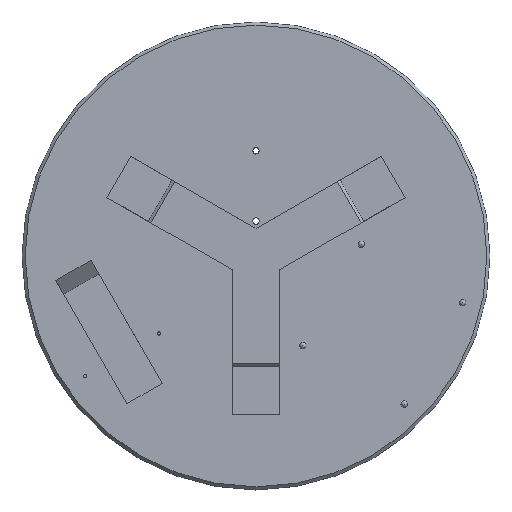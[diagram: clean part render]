
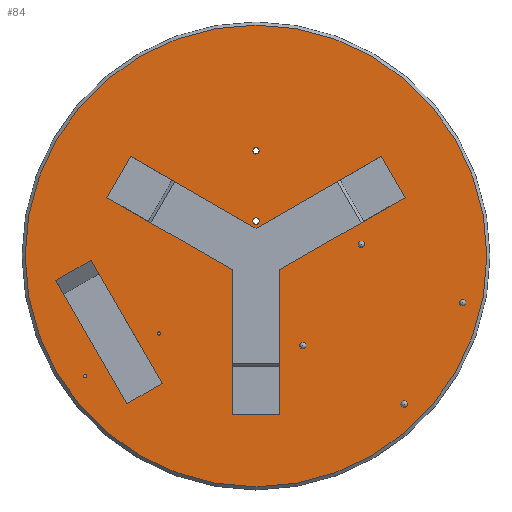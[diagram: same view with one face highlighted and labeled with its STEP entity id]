
A CAD part, top view. The second image highlights one B-rep face of the part: STEP entity #84.
In plain terms, the highlighted planar face has unit normal (0, 0, 1).
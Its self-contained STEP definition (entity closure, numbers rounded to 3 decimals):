
#84=ADVANCED_FACE('',(#642,#644,#646,#648,#650,#652,#654,#656,#658,#660,#662),#664,
.T.);
#642=FACE_BOUND('',#643,.T.);
#643=EDGE_LOOP('',(#1104));
#644=FACE_BOUND('',#645,.T.);
#645=EDGE_LOOP('',(#1105));
#646=FACE_BOUND('',#647,.T.);
#647=EDGE_LOOP('',(#1106));
#648=FACE_BOUND('',#649,.T.);
#649=EDGE_LOOP('',(#1107));
#650=FACE_BOUND('',#651,.T.);
#651=EDGE_LOOP('',(#1108));
#652=FACE_BOUND('',#653,.T.);
#653=EDGE_LOOP('',(#1109,#1110,#1111,#1112,#1113,#1114,#1115,#1116,#1117));
#654=FACE_BOUND('',#655,.T.);
#655=EDGE_LOOP('',(#1118,#1119,#1120,#1121));
#656=FACE_BOUND('',#657,.T.);
#657=EDGE_LOOP('',(#1122));
#658=FACE_BOUND('',#659,.T.);
#659=EDGE_LOOP('',(#1123));
#660=FACE_BOUND('',#661,.T.);
#661=EDGE_LOOP('',(#1124));
#662=FACE_BOUND('',#663,.T.);
#663=EDGE_LOOP('',(#1125));
#664=PLANE('',#665);
#665=AXIS2_PLACEMENT_3D('',#666,#667,#668);
#666=CARTESIAN_POINT('',(0.,0.,7.));
#667=DIRECTION('',(0.,0.,1.));
#668=DIRECTION('',(-1.,0.,0.));
#1104=ORIENTED_EDGE('',*,*,#1362,.T.);
#1105=ORIENTED_EDGE('',*,*,#1363,.T.);
#1106=ORIENTED_EDGE('',*,*,#1364,.T.);
#1107=ORIENTED_EDGE('',*,*,#1365,.T.);
#1108=ORIENTED_EDGE('',*,*,#1366,.T.);
#1109=ORIENTED_EDGE('',*,*,#1367,.T.);
#1110=ORIENTED_EDGE('',*,*,#1368,.T.);
#1111=ORIENTED_EDGE('',*,*,#1369,.T.);
#1112=ORIENTED_EDGE('',*,*,#1370,.T.);
#1113=ORIENTED_EDGE('',*,*,#1371,.T.);
#1114=ORIENTED_EDGE('',*,*,#1372,.T.);
#1115=ORIENTED_EDGE('',*,*,#1373,.T.);
#1116=ORIENTED_EDGE('',*,*,#1374,.T.);
#1117=ORIENTED_EDGE('',*,*,#1375,.T.);
#1118=ORIENTED_EDGE('',*,*,#1376,.T.);
#1119=ORIENTED_EDGE('',*,*,#1377,.T.);
#1120=ORIENTED_EDGE('',*,*,#1378,.T.);
#1121=ORIENTED_EDGE('',*,*,#1379,.T.);
#1122=ORIENTED_EDGE('',*,*,#1355,.F.);
#1123=ORIENTED_EDGE('',*,*,#1357,.F.);
#1124=ORIENTED_EDGE('',*,*,#1359,.F.);
#1125=ORIENTED_EDGE('',*,*,#1361,.F.);
#1355=EDGE_CURVE('',#1485,#1485,#1486,.T.);
#1357=EDGE_CURVE('',#1489,#1489,#1490,.T.);
#1359=EDGE_CURVE('',#1493,#1493,#1494,.T.);
#1361=EDGE_CURVE('',#1497,#1497,#1498,.T.);
#1362=EDGE_CURVE('',#1499,#1499,#1500,.T.);
#1363=EDGE_CURVE('',#1501,#1501,#1502,.F.);
#1364=EDGE_CURVE('',#1503,#1503,#1504,.F.);
#1365=EDGE_CURVE('',#1505,#1505,#1506,.T.);
#1366=EDGE_CURVE('',#1507,#1507,#1508,.T.);
#1367=EDGE_CURVE('',#1509,#1510,#1511,.F.);
#1368=EDGE_CURVE('',#1510,#1512,#1513,.F.);
#1369=EDGE_CURVE('',#1512,#1514,#1515,.F.);
#1370=EDGE_CURVE('',#1514,#1516,#1517,.F.);
#1371=EDGE_CURVE('',#1516,#1518,#1519,.F.);
#1372=EDGE_CURVE('',#1518,#1520,#1521,.F.);
#1373=EDGE_CURVE('',#1520,#1522,#1523,.F.);
#1374=EDGE_CURVE('',#1522,#1524,#1525,.F.);
#1375=EDGE_CURVE('',#1524,#1509,#1526,.F.);
#1376=EDGE_CURVE('',#1527,#1528,#1529,.F.);
#1377=EDGE_CURVE('',#1528,#1530,#1531,.F.);
#1378=EDGE_CURVE('',#1530,#1532,#1533,.F.);
#1379=EDGE_CURVE('',#1532,#1527,#1534,.F.);
#1485=VERTEX_POINT('',#1710);
#1486=CIRCLE('',#1711,1.);
#1489=VERTEX_POINT('',#1720);
#1490=CIRCLE('',#1721,1.);
#1493=VERTEX_POINT('',#1730);
#1494=CIRCLE('',#1731,1.);
#1497=VERTEX_POINT('',#1740);
#1498=CIRCLE('',#1741,1.);
#1499=VERTEX_POINT('',#1745);
#1500=CIRCLE('',#1746,73.);
#1501=VERTEX_POINT('',#1750);
#1502=CIRCLE('',#1751,0.5);
#1503=VERTEX_POINT('',#1755);
#1504=CIRCLE('',#1756,0.5);
#1505=VERTEX_POINT('',#1760);
#1506=CIRCLE('',#1761,1.);
#1507=VERTEX_POINT('',#1765);
#1508=CIRCLE('',#1766,1.);
#1509=VERTEX_POINT('',#1770);
#1510=VERTEX_POINT('',#1771);
#1511=LINE('',#1772,#1773);
#1512=VERTEX_POINT('',#1775);
#1513=LINE('',#1776,#1777);
#1514=VERTEX_POINT('',#1779);
#1515=LINE('',#1780,#1781);
#1516=VERTEX_POINT('',#1783);
#1517=LINE('',#1784,#1785);
#1518=VERTEX_POINT('',#1787);
#1519=LINE('',#1788,#1789);
#1520=VERTEX_POINT('',#1791);
#1521=LINE('',#1792,#1793);
#1522=VERTEX_POINT('',#1795);
#1523=LINE('',#1796,#1797);
#1524=VERTEX_POINT('',#1799);
#1525=LINE('',#1800,#1801);
#1526=LINE('',#1803,#1804);
#1527=VERTEX_POINT('',#1806);
#1528=VERTEX_POINT('',#1807);
#1529=LINE('',#1808,#1809);
#1530=VERTEX_POINT('',#1811);
#1531=LINE('',#1812,#1813);
#1532=VERTEX_POINT('',#1815);
#1533=LINE('',#1816,#1817);
#1534=LINE('',#1819,#1820);
#1710=CARTESIAN_POINT('',(47.854,-46.855,7.));
#1711=AXIS2_PLACEMENT_3D('',#1712,#1713,#1714);
#1712=CARTESIAN_POINT('',(46.854,-46.855,7.));
#1713=DIRECTION('',(0.,0.,1.));
#1714=DIRECTION('',(1.,0.,0.));
#1720=CARTESIAN_POINT('',(15.811,-28.355,7.));
#1721=AXIS2_PLACEMENT_3D('',#1722,#1723,#1724);
#1722=CARTESIAN_POINT('',(14.811,-28.355,7.));
#1723=DIRECTION('',(0.,0.,1.));
#1724=DIRECTION('',(1.,0.,0.));
#1730=CARTESIAN_POINT('',(66.354,-14.812,7.));
#1731=AXIS2_PLACEMENT_3D('',#1732,#1733,#1734);
#1732=CARTESIAN_POINT('',(65.354,-14.812,7.));
#1733=DIRECTION('',(0.,0.,1.));
#1734=DIRECTION('',(1.,0.,0.));
#1740=CARTESIAN_POINT('',(34.311,3.688,7.));
#1741=AXIS2_PLACEMENT_3D('',#1742,#1743,#1744);
#1742=CARTESIAN_POINT('',(33.311,3.688,7.));
#1743=DIRECTION('',(0.,0.,1.));
#1744=DIRECTION('',(1.,0.,0.));
#1745=CARTESIAN_POINT('',(-73.,0.,7.));
#1746=AXIS2_PLACEMENT_3D('',#1747,#1748,#1749);
#1747=CARTESIAN_POINT('',(0.,0.,7.));
#1748=DIRECTION('',(0.,0.,1.));
#1749=DIRECTION('',(-1.,0.,0.));
#1750=CARTESIAN_POINT('',(-30.136,-24.503,7.));
#1751=AXIS2_PLACEMENT_3D('',#1752,#1753,#1754);
#1752=CARTESIAN_POINT('',(-30.636,-24.503,7.));
#1753=DIRECTION('',(0.,0.,1.));
#1754=DIRECTION('',(1.,0.,0.));
#1755=CARTESIAN_POINT('',(-53.519,-38.003,7.));
#1756=AXIS2_PLACEMENT_3D('',#1757,#1758,#1759);
#1757=CARTESIAN_POINT('',(-54.019,-38.003,7.));
#1758=DIRECTION('',(0.,0.,1.));
#1759=DIRECTION('',(1.,0.,0.));
#1760=CARTESIAN_POINT('',(-0.35,32.313,7.));
#1761=AXIS2_PLACEMENT_3D('',#1762,#1763,#1764);
#1762=CARTESIAN_POINT('',(0.,33.25,7.));
#1763=DIRECTION('',(0.,0.,-1.));
#1764=DIRECTION('',(-1.,0.,0.));
#1765=CARTESIAN_POINT('',(-0.35,10.113,7.));
#1766=AXIS2_PLACEMENT_3D('',#1767,#1768,#1769);
#1767=CARTESIAN_POINT('',(0.,11.05,7.));
#1768=DIRECTION('',(0.,0.,-1.));
#1769=DIRECTION('',(-1.,0.,0.));
#1770=CARTESIAN_POINT('',(-7.55,-50.1,7.));
#1771=CARTESIAN_POINT('',(-7.55,-4.359,7.));
#1772=CARTESIAN_POINT('',(-7.55,-4.359,7.));
#1773=VECTOR('',#1774,1.);
#1774=DIRECTION('',(0.,-1.,0.));
#1775=CARTESIAN_POINT('',(-47.163,18.512,7.));
#1776=CARTESIAN_POINT('',(-47.163,18.512,7.));
#1777=VECTOR('',#1778,1.);
#1778=DIRECTION('',(0.866,-0.5,0.));
#1779=CARTESIAN_POINT('',(-39.613,31.588,7.));
#1780=CARTESIAN_POINT('',(-39.613,31.588,7.));
#1781=VECTOR('',#1782,1.);
#1782=DIRECTION('',(-0.5,-0.866,0.));
#1783=CARTESIAN_POINT('',(0.,8.718,7.));
#1784=CARTESIAN_POINT('',(0.,8.718,7.));
#1785=VECTOR('',#1786,1.);
#1786=DIRECTION('',(-0.866,0.5,0.));
#1787=CARTESIAN_POINT('',(39.613,31.588,7.));
#1788=CARTESIAN_POINT('',(39.613,31.588,7.));
#1789=VECTOR('',#1790,1.);
#1790=DIRECTION('',(-0.866,-0.5,0.));
#1791=CARTESIAN_POINT('',(47.163,18.512,7.));
#1792=CARTESIAN_POINT('',(47.163,18.512,7.));
#1793=VECTOR('',#1794,1.);
#1794=DIRECTION('',(-0.5,0.866,0.));
#1795=CARTESIAN_POINT('',(7.55,-4.359,7.));
#1796=CARTESIAN_POINT('',(7.55,-4.359,7.));
#1797=VECTOR('',#1798,1.);
#1798=DIRECTION('',(0.866,0.5,0.));
#1799=CARTESIAN_POINT('',(7.55,-50.1,7.));
#1800=CARTESIAN_POINT('',(7.55,-50.1,7.));
#1801=VECTOR('',#1802,1.);
#1802=DIRECTION('',(0.,1.,0.));
#1803=CARTESIAN_POINT('',(-7.55,-50.1,7.));
#1804=VECTOR('',#1805,1.);
#1805=DIRECTION('',(1.,0.,0.));
#1806=CARTESIAN_POINT('',(-63.377,-7.794,7.));
#1807=CARTESIAN_POINT('',(-52.118,-1.294,7.));
#1808=CARTESIAN_POINT('',(-52.118,-1.294,7.));
#1809=VECTOR('',#1810,1.);
#1810=DIRECTION('',(-0.866,-0.5,0.));
#1811=CARTESIAN_POINT('',(-29.618,-40.266,7.));
#1812=CARTESIAN_POINT('',(-29.618,-40.266,7.));
#1813=VECTOR('',#1814,1.);
#1814=DIRECTION('',(-0.5,0.866,0.));
#1815=CARTESIAN_POINT('',(-40.877,-46.766,7.));
#1816=CARTESIAN_POINT('',(-40.877,-46.766,7.));
#1817=VECTOR('',#1818,1.);
#1818=DIRECTION('',(0.866,0.5,0.));
#1819=CARTESIAN_POINT('',(-63.377,-7.794,7.));
#1820=VECTOR('',#1821,1.);
#1821=DIRECTION('',(0.5,-0.866,0.));
